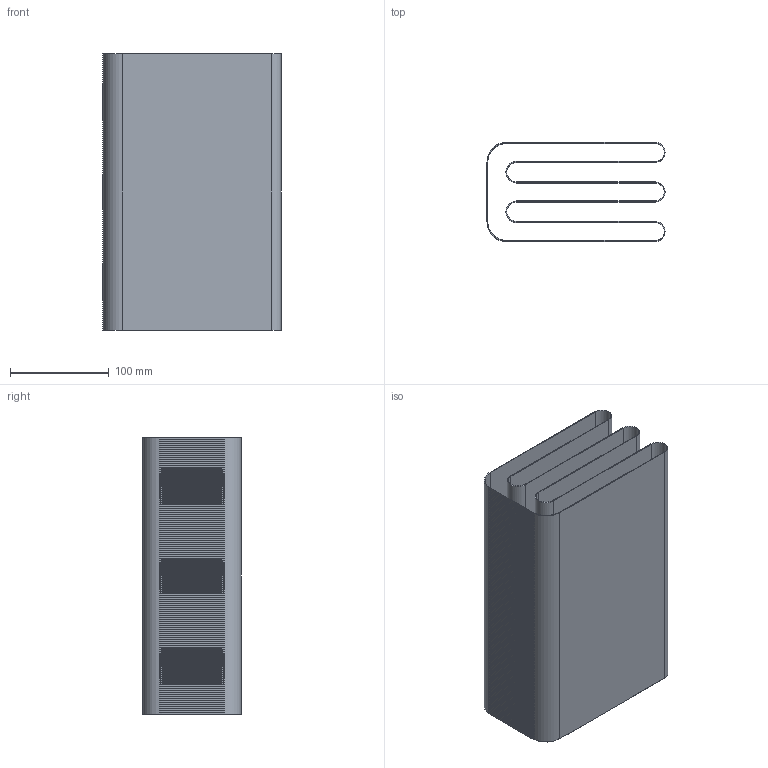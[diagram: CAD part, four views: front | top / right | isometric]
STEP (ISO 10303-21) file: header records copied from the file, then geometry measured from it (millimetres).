
FILE_DESCRIPTION(/* description */ (''),/* implementation_level */ '2;1');
FILE_NAME(/* name */ 'SpeedTestStructure.step',/* time_stamp */ '2023-02-10T10:57:51+08:00',/* author */ (''),/* organization */ (''),/* preprocessor_version */ 'ST-DEVELOPER v19.2',/* originating_system */ 'Autodesk Translation Framework v11.17.0.187',/* authorisation */ '');
FILE_SCHEMA (('AUTOMOTIVE_DESIGN { 1 0 10303 214 3 1 1 }'));
Length unit declared in the file: millimetre
Products named in the file (1): volumetric_speed_test
Bounding box: 180 x 100 x 280 mm (x, y, z)
Volume: 254175.8 mm3; surface area: 641087.1 mm2
Topology: 1 solids, 1 shells, 586 faces, 1792 edges, 1208 vertices
Faces by surface type: cylinder 292, plane 155, bspline 139
Entity records: 32092 total; most frequent: CARTESIAN_POINT 18043, ORIENTED_EDGE 3584, DIRECTION 1882, EDGE_CURVE 1792, VERTEX_POINT 1208, LINE 930, VECTOR 930, B_SPLINE_CURVE_WITH_KNOTS 834
